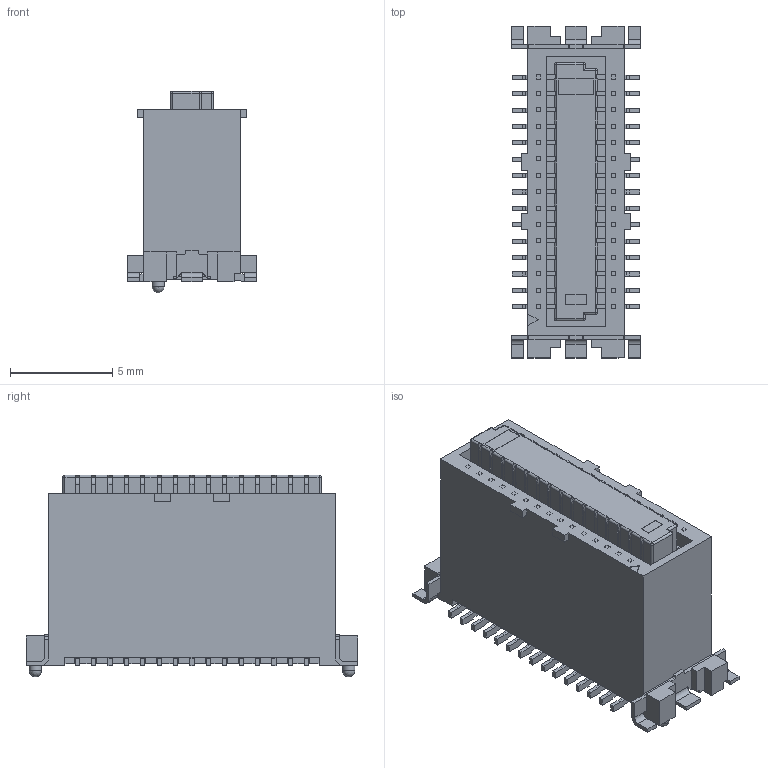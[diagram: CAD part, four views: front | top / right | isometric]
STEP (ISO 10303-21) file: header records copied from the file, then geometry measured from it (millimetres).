
FILE_DESCRIPTION(('FreeCAD Model'),'2;1');
FILE_NAME( 'btb_top.step', '2018-07-20T14:45:35',('kicad StepUp'),('ksu MCAD'), 'Open CASCADE STEP processor 7.3','FreeCAD','Unknown');
FILE_SCHEMA(('AUTOMOTIVE_DESIGN { 1 0 10303 214 1 1 1 1 }'));
Length unit declared in the file: millimetre
Products named in the file (1): btb_top
Bounding box: 6.3 x 16.2 x 9.85 mm (x, y, z)
Volume: 558.5 mm3; surface area: 771.8 mm2
Topology: 1 solids, 1 shells, 1558 faces, 4589 edges, 2998 vertices
Faces by surface type: plane 1274, cylinder 276, sphere 8
Full cylindrical faces by diameter (mm): 0.6 x2
Entity records: 62065 total; most frequent: ORIENTED_EDGE 9158, CARTESIAN_POINT 9136, DIRECTION 8251, EDGE_CURVE 4579, LINE 4025, VECTOR 4025, VERTEX_POINT 2998, AXIS2_PLACEMENT_3D 2113
